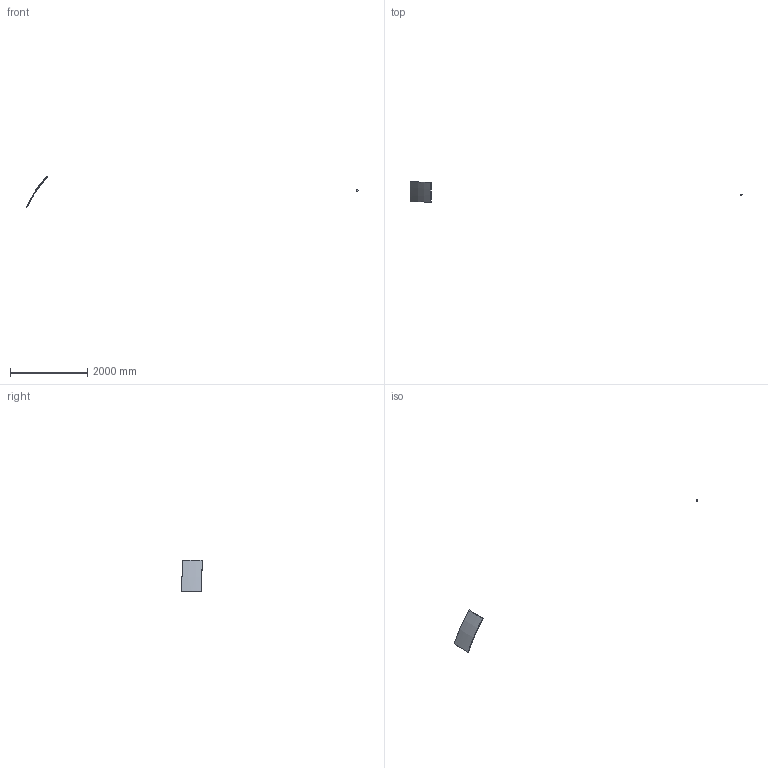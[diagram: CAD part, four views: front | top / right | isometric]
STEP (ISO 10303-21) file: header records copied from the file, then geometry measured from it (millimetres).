
FILE_DESCRIPTION(('STEP AP214'),'1');
FILE_NAME('caraToro2.stp','2024-03-13T10:42:39',(' '),(' '),'Spatial InterOp 3D',' ',' ');
FILE_SCHEMA(('AUTOMOTIVE_DESIGN { 1 0 10303 214 1 1 1 1 }'));
Length unit declared in the file: metre
Products named in the file (1): Body111412
Bounding box: 8599.33 x 525.62 x 814.64 mm (x, y, z)
Volume: 9052595.5 mm3; surface area: 1064129.6 mm2
Topology: 2 solids, 2 shells, 8 faces, 18 edges, 10 vertices
Faces by surface type: plane 4, torus 2, sphere 2
Entity records: 289 total; most frequent: CARTESIAN_POINT 85, DIRECTION 40, ORIENTED_EDGE 28, AXIS2_PLACEMENT_3D 18, EDGE_CURVE 14, VERTEX_POINT 10, ADVANCED_FACE 8, FACE_OUTER_BOUND 8
